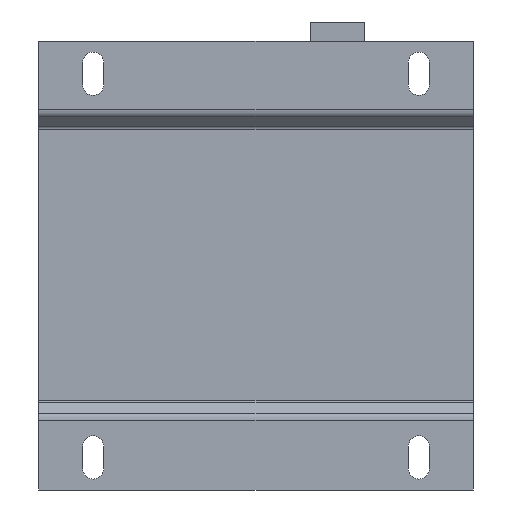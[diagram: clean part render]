
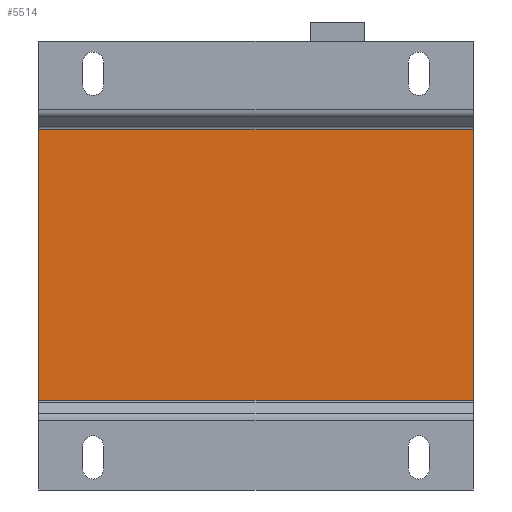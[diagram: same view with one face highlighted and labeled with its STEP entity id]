
A CAD part, front view. The second image highlights one B-rep face of the part: STEP entity #5514.
In plain terms, the highlighted planar face has unit normal (0, -1, 0).
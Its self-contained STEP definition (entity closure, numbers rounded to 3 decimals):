
#96 = DIRECTION ( 'NONE',  ( 0., 0., 1. ) ) ;
#308 = CARTESIAN_POINT ( 'NONE',  ( 0., -51.5, 0. ) ) ;
#419 = DIRECTION ( 'NONE',  ( -1., 0., 0. ) ) ;
#507 = ORIENTED_EDGE ( 'NONE', *, *, #3170, .F. ) ;
#602 = EDGE_CURVE ( 'Defeature ausgef�hrt1_56+Defeature ausgef�hrt1_76+Defeature ausgef�hrt1_58+Defeature ausgef�hrt1_57', #5916, #4593, #7661, .T. ) ;
#750 = CARTESIAN_POINT ( 'NONE',  ( 60., -51.5, -37.234 ) ) ;
#1323 = EDGE_CURVE ( 'Defeature ausgef�hrt1_76+Defeature ausgef�hrt1_69+Defeature ausgef�hrt1_77+Defeature ausgef�hrt1_79', #3286, #2257, #5995, .T. ) ;
#1425 = DIRECTION ( 'NONE',  ( -1., 0., 0. ) ) ;
#1576 = DIRECTION ( 'NONE',  ( 0., 0., 1. ) ) ;
#2257 = VERTEX_POINT ( 'NONE', #5787 ) ;
#2459 = CARTESIAN_POINT ( 'NONE',  ( -60., -51.5, -62. ) ) ;
#2628 = VECTOR ( 'NONE', #419, 1000. ) ;
#3052 = LINE ( 'NONE', #5278, #3953 ) ;
#3170 = EDGE_CURVE ( 'Defeature ausgef�hrt1_77+Defeature ausgef�hrt1_76+Defeature ausgef�hrt1_71+Defeature ausgef�hrt1_58', #3286, #5916, #3052, .T. ) ;
#3286 = VERTEX_POINT ( 'NONE', #7271 ) ;
#3419 = PLANE ( 'NONE',  #4778 ) ;
#3807 = ORIENTED_EDGE ( 'NONE', *, *, #1323, .T. ) ;
#3953 = VECTOR ( 'NONE', #7737, 1000. ) ;
#4366 = EDGE_LOOP ( 'NONE', ( #8156, #507, #3807, #7780 ) ) ;
#4593 = VERTEX_POINT ( 'NONE', #6183 ) ;
#4778 = AXIS2_PLACEMENT_3D ( 'NONE', #308, #7894, #1576 ) ;
#5029 = VECTOR ( 'NONE', #1425, 1000. ) ;
#5278 = CARTESIAN_POINT ( 'NONE',  ( 60., -51.5, -62. ) ) ;
#5514 = ADVANCED_FACE ( 'Defeature ausgef�hrt1_76', ( #7540 ), #3419, .F. ) ;
#5787 = CARTESIAN_POINT ( 'NONE',  ( -60., -51.5, 37.594 ) ) ;
#5916 = VERTEX_POINT ( 'NONE', #750 ) ;
#5995 = LINE ( 'NONE', #7957, #2628 ) ;
#6183 = CARTESIAN_POINT ( 'NONE',  ( -60., -51.5, -37.234 ) ) ;
#7006 = EDGE_CURVE ( 'Defeature ausgef�hrt1_79+Defeature ausgef�hrt1_76+Defeature ausgef�hrt1_57+Defeature ausgef�hrt1_70', #4593, #2257, #8108, .T. ) ;
#7271 = CARTESIAN_POINT ( 'NONE',  ( 60., -51.5, 37.594 ) ) ;
#7419 = VECTOR ( 'NONE', #96, 1000. ) ;
#7540 = FACE_OUTER_BOUND ( 'NONE', #4366, .T. ) ;
#7597 = CARTESIAN_POINT ( 'NONE',  ( 0., -51.5, -37.234 ) ) ;
#7661 = LINE ( 'NONE', #7597, #5029 ) ;
#7737 = DIRECTION ( 'NONE',  ( 0., 0., -1. ) ) ;
#7780 = ORIENTED_EDGE ( 'NONE', *, *, #7006, .F. ) ;
#7894 = DIRECTION ( 'NONE',  ( 0., 1., 0. ) ) ;
#7957 = CARTESIAN_POINT ( 'NONE',  ( 0., -51.5, 37.594 ) ) ;
#8108 = LINE ( 'NONE', #2459, #7419 ) ;
#8156 = ORIENTED_EDGE ( 'NONE', *, *, #602, .F. ) ;
